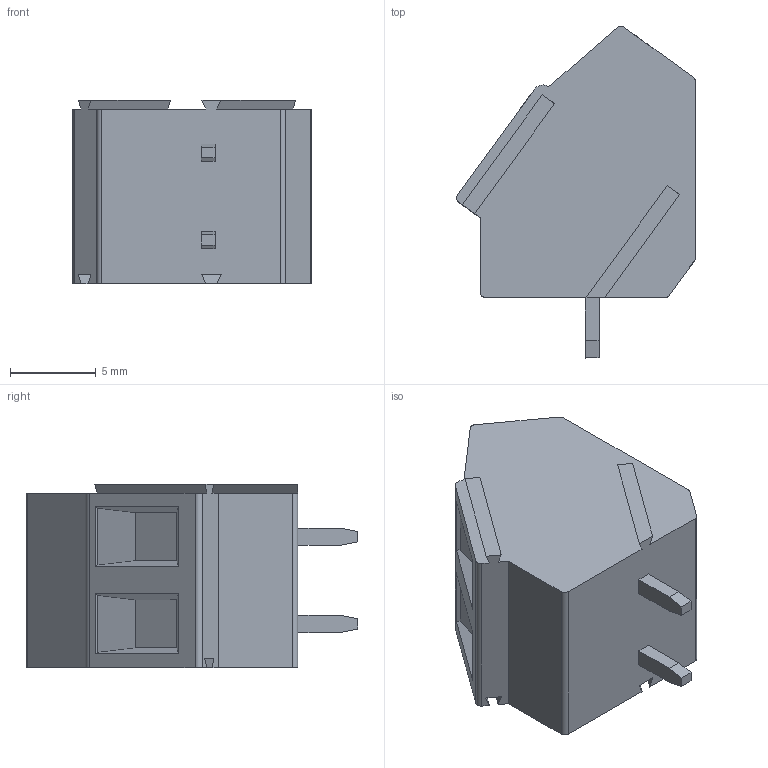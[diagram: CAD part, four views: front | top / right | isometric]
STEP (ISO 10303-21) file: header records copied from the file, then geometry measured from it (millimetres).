
FILE_DESCRIPTION (( 'STEP AP214' ), '1' );
FILE_NAME ('CUI_DEVICES_TB008A-508-02BE.step', '2019-10-21T22:15:20', ( '' ), ( '' ), 'SwSTEP 2.0', 'SolidWorks 2019', '' );
FILE_SCHEMA (( 'AUTOMOTIVE_DESIGN' ));
Length unit declared in the file: millimetre
Products named in the file (2): CUI_DEVICES_TB008A-508-02BE; TB008A-508-02P_Blue - S
Assembly tree (1 placements, depth 2):
  CUI_DEVICES_TB008A-508-02BE
    TB008A-508-02P_Blue - S
Bounding box: 13.89 x 19.32 x 10.66 mm (x, y, z)
Volume: 1601.7 mm3; surface area: 1031.9 mm2
Topology: 1 solids, 1 shells, 98 faces, 252 edges, 164 vertices
Faces by surface type: plane 65, bspline 14, cylinder 11, cone 8
Entity records: 3816 total; most frequent: CARTESIAN_POINT 908, ORIENTED_EDGE 504, DIRECTION 456, EDGE_CURVE 252, VECTOR 168, LINE 168, VERTEX_POINT 164, AXIS2_PLACEMENT_3D 144
